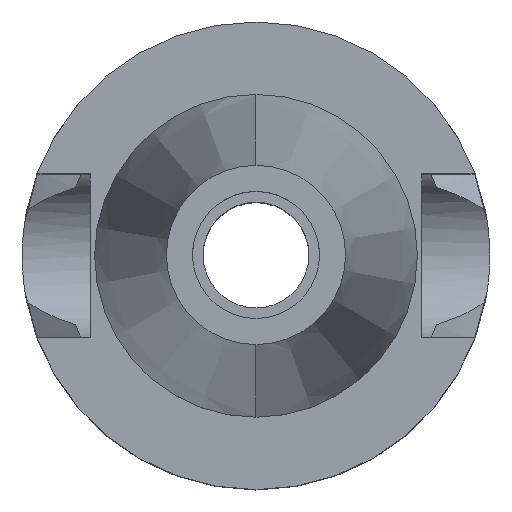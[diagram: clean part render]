
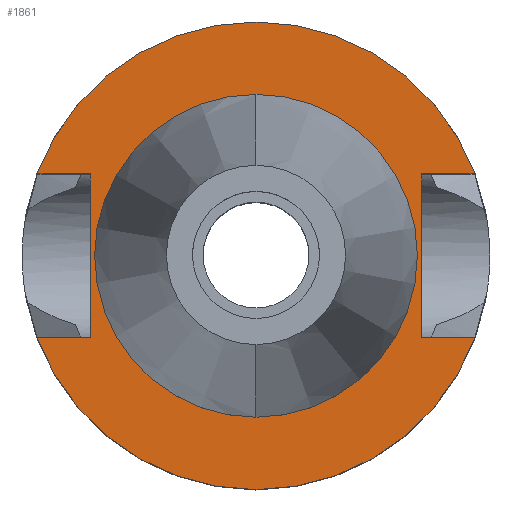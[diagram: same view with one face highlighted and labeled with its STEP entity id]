
A CAD part, top view. The second image highlights one B-rep face of the part: STEP entity #1861.
In plain terms, the highlighted planar face has unit normal (0, 0, 1).
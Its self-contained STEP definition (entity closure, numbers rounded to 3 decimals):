
#761=DIRECTION('',(1.,0.,0.));
#762=VECTOR('',#761,5.245);
#763=CARTESIAN_POINT('',(16.3,8.05,-1.));
#764=LINE('',#763,#762);
#798=DIRECTION('',(0.,1.,0.));
#799=VECTOR('',#798,16.1);
#800=CARTESIAN_POINT('',(-16.3,-8.05,-1.));
#801=LINE('',#800,#799);
#805=DIRECTION('',(-1.,0.,0.));
#806=VECTOR('',#805,5.245);
#807=CARTESIAN_POINT('',(-16.3,8.05,-1.));
#808=LINE('',#807,#806);
#812=CARTESIAN_POINT('',(0.,0.,-1.));
#813=DIRECTION('',(0.,0.,-1.));
#814=DIRECTION('',(-0.937,0.35,0.));
#815=AXIS2_PLACEMENT_3D('',#812,#813,#814);
#820=CARTESIAN_POINT('',(0.,0.,-1.));
#821=DIRECTION('',(0.,0.,-1.));
#822=DIRECTION('',(0.,1.,0.));
#823=AXIS2_PLACEMENT_3D('',#820,#821,#822);
#828=DIRECTION('',(0.,-1.,0.));
#829=VECTOR('',#828,16.1);
#830=CARTESIAN_POINT('',(16.3,8.05,-1.));
#831=LINE('',#830,#829);
#835=DIRECTION('',(1.,0.,0.));
#836=VECTOR('',#835,5.245);
#837=CARTESIAN_POINT('',(16.3,-8.05,-1.));
#838=LINE('',#837,#836);
#842=CARTESIAN_POINT('',(0.,0.,-1.));
#843=DIRECTION('',(0.,0.,-1.));
#844=DIRECTION('',(0.937,-0.35,0.));
#845=AXIS2_PLACEMENT_3D('',#842,#843,#844);
#850=CARTESIAN_POINT('',(0.,0.,-1.));
#851=DIRECTION('',(0.,0.,-1.));
#852=DIRECTION('',(0.,-1.,0.));
#853=AXIS2_PLACEMENT_3D('',#850,#851,#852);
#858=CARTESIAN_POINT('',(0.,0.,-1.));
#859=DIRECTION('',(0.,0.,1.));
#860=DIRECTION('',(0.,-1.,0.));
#861=AXIS2_PLACEMENT_3D('',#858,#859,#860);
#866=CARTESIAN_POINT('',(0.,0.,-1.));
#867=DIRECTION('',(0.,0.,1.));
#868=DIRECTION('',(0.,1.,0.));
#869=AXIS2_PLACEMENT_3D('',#866,#867,#868);
#914=DIRECTION('',(-1.,0.,0.));
#915=VECTOR('',#914,5.245);
#916=CARTESIAN_POINT('',(-16.3,-8.05,-1.));
#917=LINE('',#916,#915);
#1159=CARTESIAN_POINT('',(-16.3,-8.05,-1.));
#1160=VERTEX_POINT('',#1159);
#1161=CARTESIAN_POINT('',(-21.545,-8.05,-1.));
#1162=VERTEX_POINT('',#1161);
#1163=CARTESIAN_POINT('',(-16.3,8.05,-1.));
#1164=VERTEX_POINT('',#1163);
#1165=CARTESIAN_POINT('',(-21.545,8.05,-1.));
#1166=VERTEX_POINT('',#1165);
#1167=CARTESIAN_POINT('',(0.,23.,-1.));
#1168=CARTESIAN_POINT('',(21.545,8.05,-1.));
#1169=VERTEX_POINT('',#1167);
#1170=VERTEX_POINT('',#1168);
#1171=CARTESIAN_POINT('',(16.3,8.05,-1.));
#1172=VERTEX_POINT('',#1171);
#1173=CARTESIAN_POINT('',(16.3,-8.05,-1.));
#1174=VERTEX_POINT('',#1173);
#1175=CARTESIAN_POINT('',(21.545,-8.05,-1.));
#1176=VERTEX_POINT('',#1175);
#1177=CARTESIAN_POINT('',(0.,-23.,-1.));
#1178=VERTEX_POINT('',#1177);
#1179=CARTESIAN_POINT('',(0.,-15.875,-1.));
#1180=CARTESIAN_POINT('',(0.,15.875,-1.));
#1181=VERTEX_POINT('',#1179);
#1182=VERTEX_POINT('',#1180);
#1833=CARTESIAN_POINT('',(0.,0.,-1.));
#1834=DIRECTION('',(0.,0.,-1.));
#1835=DIRECTION('',(0.,-1.,0.));
#1836=AXIS2_PLACEMENT_3D('',#1833,#1834,#1835);
#1837=PLANE('',#1836);
#1839=ORIENTED_EDGE('',*,*,#1838,.T.);
#1840=ORIENTED_EDGE('',*,*,#1778,.T.);
#1841=ORIENTED_EDGE('',*,*,#1798,.T.);
#1842=ORIENTED_EDGE('',*,*,#1796,.T.);
#1843=ORIENTED_EDGE('',*,*,#1812,.F.);
#1844=ORIENTED_EDGE('',*,*,#1823,.T.);
#1846=ORIENTED_EDGE('',*,*,#1845,.T.);
#1848=ORIENTED_EDGE('',*,*,#1847,.T.);
#1850=ORIENTED_EDGE('',*,*,#1849,.T.);
#1852=ORIENTED_EDGE('',*,*,#1851,.F.);
#1853=EDGE_LOOP('',(#1839,#1840,#1841,#1842,#1843,#1844,#1846,#1848,#1850,
#1852));
#1854=FACE_OUTER_BOUND('',#1853,.F.);
#1856=ORIENTED_EDGE('',*,*,#1855,.T.);
#1858=ORIENTED_EDGE('',*,*,#1857,.T.);
#1859=EDGE_LOOP('',(#1856,#1858));
#1860=FACE_BOUND('',#1859,.F.);
#816=CIRCLE('',#815,23.);
#824=CIRCLE('',#823,23.);
#846=CIRCLE('',#845,23.);
#854=CIRCLE('',#853,23.);
#862=CIRCLE('',#861,15.875);
#870=CIRCLE('',#869,15.875);
#1778=EDGE_CURVE('',#1164,#1166,#808,.T.);
#1796=EDGE_CURVE('',#1169,#1170,#824,.T.);
#1798=EDGE_CURVE('',#1166,#1169,#816,.T.);
#1812=EDGE_CURVE('',#1172,#1170,#764,.T.);
#1823=EDGE_CURVE('',#1172,#1174,#831,.T.);
#1838=EDGE_CURVE('',#1160,#1164,#801,.T.);
#1845=EDGE_CURVE('',#1174,#1176,#838,.T.);
#1847=EDGE_CURVE('',#1176,#1178,#846,.T.);
#1849=EDGE_CURVE('',#1178,#1162,#854,.T.);
#1851=EDGE_CURVE('',#1160,#1162,#917,.T.);
#1855=EDGE_CURVE('',#1181,#1182,#862,.T.);
#1857=EDGE_CURVE('',#1182,#1181,#870,.T.);
#1861=ADVANCED_FACE('',(#1854,#1860),#1837,.F.);
